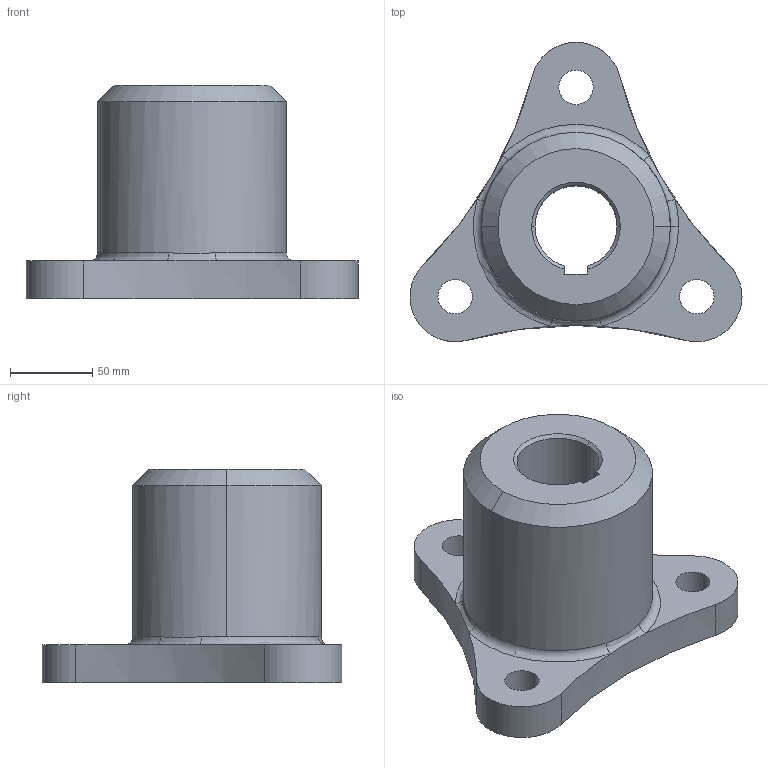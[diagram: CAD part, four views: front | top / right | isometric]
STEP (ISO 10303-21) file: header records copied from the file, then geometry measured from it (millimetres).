
FILE_DESCRIPTION (( 'STEP AP214' ), '1' );
FILE_NAME ('Ø50.STEP', '2023-10-17T16:26:19', ( '' ), ( '' ), 'SwSTEP 2.0', 'SolidWorks 2021', '' );
FILE_SCHEMA (( 'AUTOMOTIVE_DESIGN' ));
Length unit declared in the file: millimetre
Products named in the file (1): ﾘ50
Bounding box: 202.21 x 182.45 x 130 mm (x, y, z)
Volume: 1294307 mm3; surface area: 111949.1 mm2
Topology: 1 solids, 1 shells, 41 faces, 104 edges, 65 vertices
Faces by surface type: cylinder 18, cone 8, plane 8, torus 4, bspline 3
Entity records: 1528 total; most frequent: CARTESIAN_POINT 457, DIRECTION 239, ORIENTED_EDGE 208, EDGE_CURVE 104, AXIS2_PLACEMENT_3D 103, VERTEX_POINT 65, CIRCLE 64, EDGE_LOOP 49
